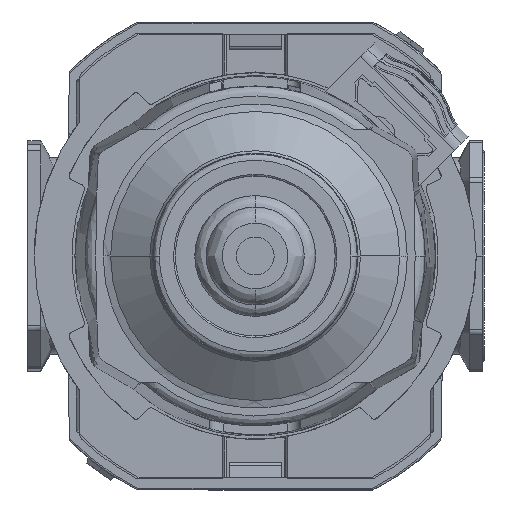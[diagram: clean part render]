
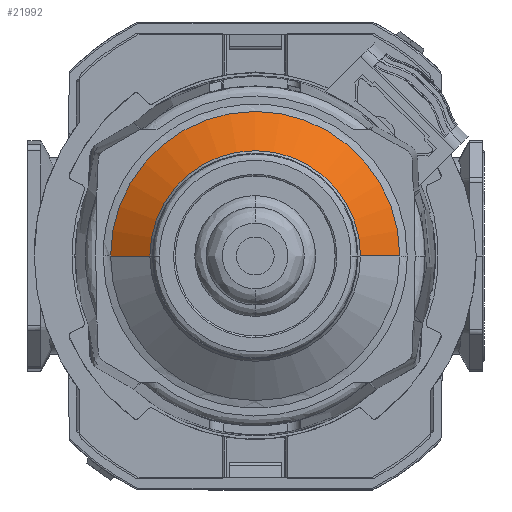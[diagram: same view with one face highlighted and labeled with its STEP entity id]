
A CAD part, front view. The second image highlights one B-rep face of the part: STEP entity #21992.
In plain terms, the highlighted conical face has half-angle 54.996 degrees and reference radius 22.24 mm.
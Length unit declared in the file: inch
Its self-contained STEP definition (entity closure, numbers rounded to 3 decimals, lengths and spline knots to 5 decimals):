
#419 = VERTEX_POINT ( 'NONE', #34399 ) ;
#1027 = VERTEX_POINT ( 'NONE', #6303 ) ;
#2416 = CARTESIAN_POINT ( 'NONE',  ( 0., -4.11661, 0. ) ) ;
#2792 = LINE ( 'NONE', #9196, #4764 ) ;
#4764 = VECTOR ( 'NONE', #5580, 39.37008 ) ;
#4890 = CIRCLE ( 'NONE', #33801, 0.63777 ) ;
#5580 = DIRECTION ( 'NONE',  ( -0.819, 0.574, 0. ) ) ;
#6303 = CARTESIAN_POINT ( 'NONE',  ( -0.63777, -4.28315, 0. ) ) ;
#6650 = DIRECTION ( 'NONE',  ( 0., 1., 0. ) ) ;
#9108 = VERTEX_POINT ( 'NONE', #16556 ) ;
#9196 = CARTESIAN_POINT ( 'NONE',  ( -0.87558, -4.11661, 0. ) ) ;
#9703 = EDGE_CURVE ( 'NONE', #1027, #9108, #2792, .T. ) ;
#11903 = AXIS2_PLACEMENT_3D ( 'NONE', #2416, #36274, #33636 ) ;
#12401 = CARTESIAN_POINT ( 'NONE',  ( 0.87558, -4.11661, 0. ) ) ;
#12410 = ORIENTED_EDGE ( 'NONE', *, *, #23399, .T. ) ;
#14973 = EDGE_CURVE ( 'NONE', #419, #20989, #19791, .T. ) ;
#15864 = CARTESIAN_POINT ( 'NONE',  ( 0.87558, -4.11661, 0. ) ) ;
#16556 = CARTESIAN_POINT ( 'NONE',  ( -0.87558, -4.11661, 0. ) ) ;
#17750 = DIRECTION ( 'NONE',  ( 0., 1., 0. ) ) ;
#17895 = DIRECTION ( 'NONE',  ( -1., 0., 0. ) ) ;
#18302 = FACE_OUTER_BOUND ( 'NONE', #29912, .T. ) ;
#19588 = ORIENTED_EDGE ( 'NONE', *, *, #24422, .T. ) ;
#19791 = LINE ( 'NONE', #12401, #30961 ) ;
#20989 = VERTEX_POINT ( 'NONE', #15864 ) ;
#21992 = ADVANCED_FACE ( 'NONE', ( #18302 ), #36099, .T. ) ;
#22446 = AXIS2_PLACEMENT_3D ( 'NONE', #23298, #17750, #24016 ) ;
#23104 = CIRCLE ( 'NONE', #11903, 0.87558 ) ;
#23298 = CARTESIAN_POINT ( 'NONE',  ( 0., -4.11661, 0. ) ) ;
#23399 = EDGE_CURVE ( 'NONE', #20989, #9108, #23104, .T. ) ;
#24016 = DIRECTION ( 'NONE',  ( -1., 0., 0. ) ) ;
#24422 = EDGE_CURVE ( 'NONE', #1027, #419, #4890, .T. ) ;
#28785 = CARTESIAN_POINT ( 'NONE',  ( 0., -4.28315, 0. ) ) ;
#29912 = EDGE_LOOP ( 'NONE', ( #19588, #34925, #12410, #33909 ) ) ;
#30961 = VECTOR ( 'NONE', #32009, 39.37008 ) ;
#32009 = DIRECTION ( 'NONE',  ( 0.819, 0.574, 0. ) ) ;
#33636 = DIRECTION ( 'NONE',  ( 1., 0., 0. ) ) ;
#33801 = AXIS2_PLACEMENT_3D ( 'NONE', #28785, #6650, #17895 ) ;
#33909 = ORIENTED_EDGE ( 'NONE', *, *, #9703, .F. ) ;
#34399 = CARTESIAN_POINT ( 'NONE',  ( 0.63777, -4.28315, 0. ) ) ;
#34925 = ORIENTED_EDGE ( 'NONE', *, *, #14973, .T. ) ;
#36099 = CONICAL_SURFACE ( 'NONE', #22446, 0.87558, 0.96 ) ;
#36274 = DIRECTION ( 'NONE',  ( 0., -1., 0. ) ) ;
